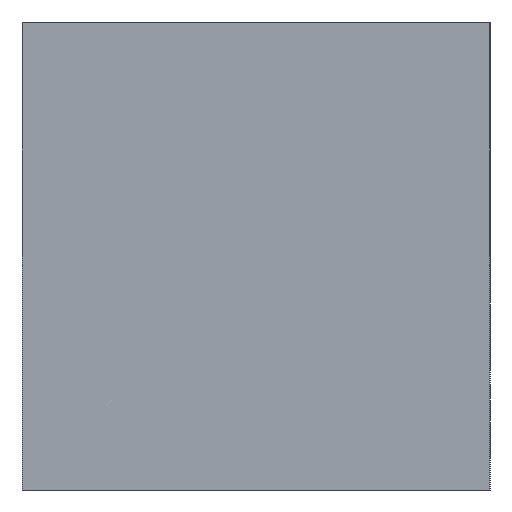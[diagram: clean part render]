
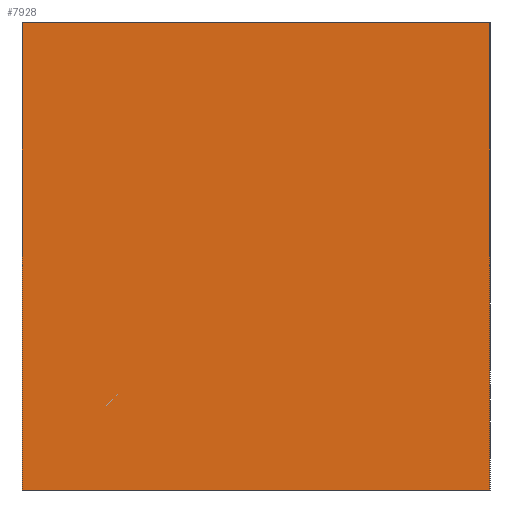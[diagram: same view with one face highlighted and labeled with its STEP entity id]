
A CAD part, left-side view. The second image highlights one B-rep face of the part: STEP entity #7928.
In plain terms, the highlighted planar face has unit normal (-1, 0, 0).
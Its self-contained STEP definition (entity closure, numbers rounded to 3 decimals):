
#563=PLANE('',#8434);
#969=FACE_OUTER_BOUND('',#1426,.T.);
#1426=EDGE_LOOP('',(#7086,#7087,#7088,#7089));
#1742=LINE('',#12199,#2461);
#2155=LINE('',#13654,#2874);
#2156=LINE('',#13655,#2875);
#2157=LINE('',#13656,#2876);
#2461=VECTOR('',#8902,10.);
#2874=VECTOR('',#10127,10.);
#2875=VECTOR('',#10128,10.);
#2876=VECTOR('',#10129,10.);
#3396=VERTEX_POINT('',#12192);
#3399=VERTEX_POINT('',#12197);
#3819=VERTEX_POINT('',#13652);
#3820=VERTEX_POINT('',#13653);
#4291=EDGE_CURVE('',#3399,#3396,#1742,.T.);
#4917=EDGE_CURVE('',#3819,#3820,#2155,.T.);
#4918=EDGE_CURVE('',#3820,#3396,#2156,.T.);
#4919=EDGE_CURVE('',#3819,#3399,#2157,.T.);
#7086=ORIENTED_EDGE('',*,*,#4917,.T.);
#7087=ORIENTED_EDGE('',*,*,#4918,.T.);
#7088=ORIENTED_EDGE('',*,*,#4291,.F.);
#7089=ORIENTED_EDGE('',*,*,#4919,.F.);
#7928=ADVANCED_FACE('',(#969),#563,.T.);
#8434=AXIS2_PLACEMENT_3D('',#13651,#10125,#10126);
#8902=DIRECTION('',(0.,-1.,0.));
#10125=DIRECTION('center_axis',(-1.,0.,0.));
#10126=DIRECTION('ref_axis',(0.,-1.,0.));
#10127=DIRECTION('',(0.,-1.,0.));
#10128=DIRECTION('',(0.,0.,1.));
#10129=DIRECTION('',(0.,0.,1.));
#12192=CARTESIAN_POINT('',(0.,0.,44.45));
#12197=CARTESIAN_POINT('',(0.,44.45,44.45));
#12199=CARTESIAN_POINT('',(0.,44.45,44.45));
#13651=CARTESIAN_POINT('Origin',(0.,44.45,0.));
#13652=CARTESIAN_POINT('',(0.,44.45,0.));
#13653=CARTESIAN_POINT('',(0.,0.,0.));
#13654=CARTESIAN_POINT('',(0.,44.45,0.));
#13655=CARTESIAN_POINT('',(0.,0.,0.));
#13656=CARTESIAN_POINT('',(0.,44.45,0.));
